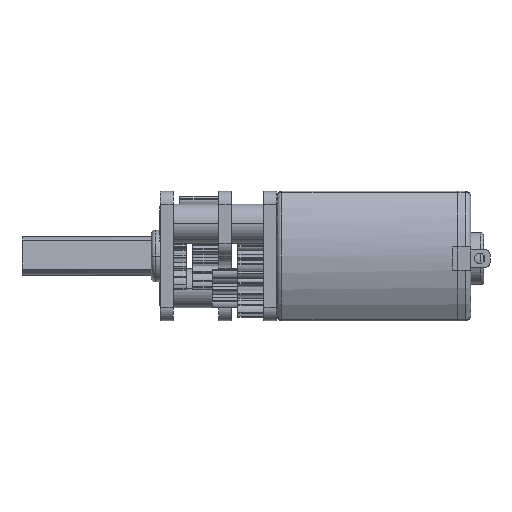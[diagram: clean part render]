
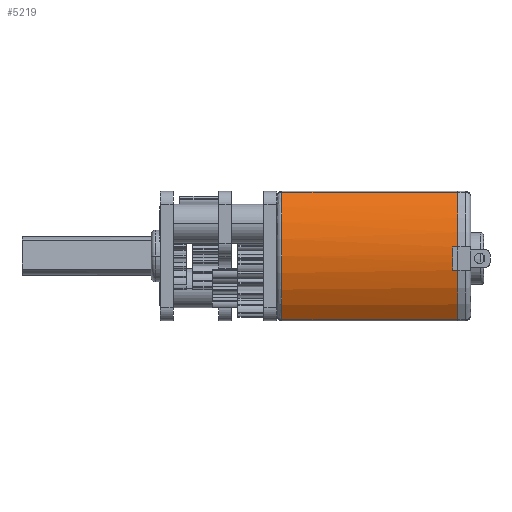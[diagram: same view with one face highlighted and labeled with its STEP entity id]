
A CAD part, front view. The second image highlights one B-rep face of the part: STEP entity #5219.
In plain terms, the highlighted cylindrical face has radius 8.06 mm (diameter 16.12 mm), a partial arc.
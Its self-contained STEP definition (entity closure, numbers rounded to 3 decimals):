
#3658 = CYLINDRICAL_SURFACE('',#3659,0.2);
#3659 = AXIS2_PLACEMENT_3D('',#3660,#3661,#3662);
#3660 = CARTESIAN_POINT('',(15.001,-4.164,0.2));
#3661 = DIRECTION('',(-1.,-0.,-0.));
#3662 = DIRECTION('',(-0.,0.,1.));
#3852 = PLANE('',#3853);
#3853 = AXIS2_PLACEMENT_3D('',#3854,#3855,#3856);
#3854 = CARTESIAN_POINT('',(14.,-6.,10.));
#3855 = DIRECTION('',(-1.,0.,0.));
#3856 = DIRECTION('',(0.,0.,1.));
#4080 = TOROIDAL_SURFACE('',#4081,7.66,0.4);
#4081 = AXIS2_PLACEMENT_3D('',#4082,#4083,#4084);
#4082 = CARTESIAN_POINT('',(0.4,2.06,5.));
#4083 = DIRECTION('',(1.,0.,0.));
#4084 = DIRECTION('',(0.,0.,-1.));
#4656 = CYLINDRICAL_SURFACE('',#4657,0.2);
#4657 = AXIS2_PLACEMENT_3D('',#4658,#4659,#4660);
#4658 = CARTESIAN_POINT('',(15.001,-4.164,9.8));
#4659 = DIRECTION('',(-1.,-0.,-0.));
#4660 = DIRECTION('',(-0.,0.,1.));
#4793 = VERTEX_POINT('',#4794);
#4794 = CARTESIAN_POINT('',(14.,-5.924,3.899));
#4808 = PLANE('',#4809);
#4809 = AXIS2_PLACEMENT_3D('',#4810,#4811,#4812);
#4810 = CARTESIAN_POINT('',(13.6,-4.5,3.899));
#4811 = DIRECTION('',(-0.,0.,-1.));
#4812 = DIRECTION('',(-1.,0.,0.));
#4820 = EDGE_CURVE('',#4821,#4793,#4823,.T.);
#4821 = VERTEX_POINT('',#4822);
#4822 = CARTESIAN_POINT('',(14.,-4.323,0.078));
#4823 = SURFACE_CURVE('',#4824,(#4829,#4836),.PCURVE_S1.);
#4824 = CIRCLE('',#4825,8.06);
#4825 = AXIS2_PLACEMENT_3D('',#4826,#4827,#4828);
#4826 = CARTESIAN_POINT('',(14.,2.06,5.));
#4827 = DIRECTION('',(-1.,0.,0.));
#4828 = DIRECTION('',(0.,0.,1.));
#4829 = PCURVE('',#3852,#4830);
#4830 = DEFINITIONAL_REPRESENTATION('',(#4831),#4835);
#4831 = CIRCLE('',#4832,8.06);
#4832 = AXIS2_PLACEMENT_2D('',#4833,#4834);
#4833 = CARTESIAN_POINT('',(-5.,8.06));
#4834 = DIRECTION('',(1.,0.));
#4835 = ( GEOMETRIC_REPRESENTATION_CONTEXT(2) 
PARAMETRIC_REPRESENTATION_CONTEXT() REPRESENTATION_CONTEXT('2D SPACE',''
  ) );
#4836 = PCURVE('',#4837,#4842);
#4837 = CYLINDRICAL_SURFACE('',#4838,8.06);
#4838 = AXIS2_PLACEMENT_3D('',#4839,#4840,#4841);
#4839 = CARTESIAN_POINT('',(15.001,2.06,5.));
#4840 = DIRECTION('',(-1.,-0.,-0.));
#4841 = DIRECTION('',(-0.,0.,1.));
#4842 = DEFINITIONAL_REPRESENTATION('',(#4843),#4847);
#4843 = LINE('',#4844,#4845);
#4844 = CARTESIAN_POINT('',(0.,1.001));
#4845 = VECTOR('',#4846,1.);
#4846 = DIRECTION('',(1.,0.));
#4847 = ( GEOMETRIC_REPRESENTATION_CONTEXT(2) 
PARAMETRIC_REPRESENTATION_CONTEXT() REPRESENTATION_CONTEXT('2D SPACE',''
  ) );
#4899 = VERTEX_POINT('',#4900);
#4900 = CARTESIAN_POINT('',(14.,-4.323,9.922));
#4926 = EDGE_CURVE('',#4927,#4899,#4929,.T.);
#4927 = VERTEX_POINT('',#4928);
#4928 = CARTESIAN_POINT('',(14.,-5.97,5.699));
#4929 = SURFACE_CURVE('',#4930,(#4935,#4942),.PCURVE_S1.);
#4930 = CIRCLE('',#4931,8.06);
#4931 = AXIS2_PLACEMENT_3D('',#4932,#4933,#4934);
#4932 = CARTESIAN_POINT('',(14.,2.06,5.));
#4933 = DIRECTION('',(-1.,0.,0.));
#4934 = DIRECTION('',(0.,0.,1.));
#4935 = PCURVE('',#3852,#4936);
#4936 = DEFINITIONAL_REPRESENTATION('',(#4937),#4941);
#4937 = CIRCLE('',#4938,8.06);
#4938 = AXIS2_PLACEMENT_2D('',#4939,#4940);
#4939 = CARTESIAN_POINT('',(-5.,8.06));
#4940 = DIRECTION('',(1.,0.));
#4941 = ( GEOMETRIC_REPRESENTATION_CONTEXT(2) 
PARAMETRIC_REPRESENTATION_CONTEXT() REPRESENTATION_CONTEXT('2D SPACE',''
  ) );
#4942 = PCURVE('',#4837,#4943);
#4943 = DEFINITIONAL_REPRESENTATION('',(#4944),#4948);
#4944 = LINE('',#4945,#4946);
#4945 = CARTESIAN_POINT('',(0.,1.001));
#4946 = VECTOR('',#4947,1.);
#4947 = DIRECTION('',(1.,0.));
#4948 = ( GEOMETRIC_REPRESENTATION_CONTEXT(2) 
PARAMETRIC_REPRESENTATION_CONTEXT() REPRESENTATION_CONTEXT('2D SPACE',''
  ) );
#4964 = PLANE('',#4965);
#4965 = AXIS2_PLACEMENT_3D('',#4966,#4967,#4968);
#4966 = CARTESIAN_POINT('',(13.6,-4.5,5.699));
#4967 = DIRECTION('',(0.,0.,1.));
#4968 = DIRECTION('',(1.,0.,-0.));
#5219 = ADVANCED_FACE('',(#5220),#4837,.T.);
#5220 = FACE_BOUND('',#5221,.T.);
#5221 = EDGE_LOOP('',(#5222,#5223,#5246,#5275,#5296,#5297,#5320,#5344));
#5222 = ORIENTED_EDGE('',*,*,#4820,.T.);
#5223 = ORIENTED_EDGE('',*,*,#5224,.T.);
#5224 = EDGE_CURVE('',#4793,#5225,#5227,.T.);
#5225 = VERTEX_POINT('',#5226);
#5226 = CARTESIAN_POINT('',(13.6,-5.924,3.899));
#5227 = SURFACE_CURVE('',#5228,(#5232,#5239),.PCURVE_S1.);
#5228 = LINE('',#5229,#5230);
#5229 = CARTESIAN_POINT('',(15.001,-5.924,3.899));
#5230 = VECTOR('',#5231,1.);
#5231 = DIRECTION('',(-1.,-0.,-0.));
#5232 = PCURVE('',#4837,#5233);
#5233 = DEFINITIONAL_REPRESENTATION('',(#5234),#5238);
#5234 = LINE('',#5235,#5236);
#5235 = CARTESIAN_POINT('',(4.575,0.));
#5236 = VECTOR('',#5237,1.);
#5237 = DIRECTION('',(0.,1.));
#5238 = ( GEOMETRIC_REPRESENTATION_CONTEXT(2) 
PARAMETRIC_REPRESENTATION_CONTEXT() REPRESENTATION_CONTEXT('2D SPACE',''
  ) );
#5239 = PCURVE('',#4808,#5240);
#5240 = DEFINITIONAL_REPRESENTATION('',(#5241),#5245);
#5241 = LINE('',#5242,#5243);
#5242 = CARTESIAN_POINT('',(-1.401,-1.424));
#5243 = VECTOR('',#5244,1.);
#5244 = DIRECTION('',(1.,0.));
#5245 = ( GEOMETRIC_REPRESENTATION_CONTEXT(2) 
PARAMETRIC_REPRESENTATION_CONTEXT() REPRESENTATION_CONTEXT('2D SPACE',''
  ) );
#5246 = ORIENTED_EDGE('',*,*,#5247,.F.);
#5247 = EDGE_CURVE('',#5248,#5225,#5250,.T.);
#5248 = VERTEX_POINT('',#5249);
#5249 = CARTESIAN_POINT('',(13.6,-5.97,5.699));
#5250 = SURFACE_CURVE('',#5251,(#5256,#5263),.PCURVE_S1.);
#5251 = CIRCLE('',#5252,8.06);
#5252 = AXIS2_PLACEMENT_3D('',#5253,#5254,#5255);
#5253 = CARTESIAN_POINT('',(13.6,2.06,5.));
#5254 = DIRECTION('',(1.,0.,0.));
#5255 = DIRECTION('',(0.,-0.,-1.));
#5256 = PCURVE('',#4837,#5257);
#5257 = DEFINITIONAL_REPRESENTATION('',(#5258),#5262);
#5258 = LINE('',#5259,#5260);
#5259 = CARTESIAN_POINT('',(9.425,1.401));
#5260 = VECTOR('',#5261,1.);
#5261 = DIRECTION('',(-1.,0.));
#5262 = ( GEOMETRIC_REPRESENTATION_CONTEXT(2) 
PARAMETRIC_REPRESENTATION_CONTEXT() REPRESENTATION_CONTEXT('2D SPACE',''
  ) );
#5263 = PCURVE('',#5264,#5269);
#5264 = PLANE('',#5265);
#5265 = AXIS2_PLACEMENT_3D('',#5266,#5267,#5268);
#5266 = CARTESIAN_POINT('',(13.6,0.,0.));
#5267 = DIRECTION('',(1.,0.,-0.));
#5268 = DIRECTION('',(-0.,0.,-1.));
#5269 = DEFINITIONAL_REPRESENTATION('',(#5270),#5274);
#5270 = CIRCLE('',#5271,8.06);
#5271 = AXIS2_PLACEMENT_2D('',#5272,#5273);
#5272 = CARTESIAN_POINT('',(-5.,2.06));
#5273 = DIRECTION('',(1.,0.));
#5274 = ( GEOMETRIC_REPRESENTATION_CONTEXT(2) 
PARAMETRIC_REPRESENTATION_CONTEXT() REPRESENTATION_CONTEXT('2D SPACE',''
  ) );
#5275 = ORIENTED_EDGE('',*,*,#5276,.T.);
#5276 = EDGE_CURVE('',#5248,#4927,#5277,.T.);
#5277 = SURFACE_CURVE('',#5278,(#5282,#5289),.PCURVE_S1.);
#5278 = LINE('',#5279,#5280);
#5279 = CARTESIAN_POINT('',(15.001,-5.97,5.699));
#5280 = VECTOR('',#5281,1.);
#5281 = DIRECTION('',(1.,0.,0.));
#5282 = PCURVE('',#4837,#5283);
#5283 = DEFINITIONAL_REPRESENTATION('',(#5284),#5288);
#5284 = LINE('',#5285,#5286);
#5285 = CARTESIAN_POINT('',(4.799,0.));
#5286 = VECTOR('',#5287,1.);
#5287 = DIRECTION('',(0.,-1.));
#5288 = ( GEOMETRIC_REPRESENTATION_CONTEXT(2) 
PARAMETRIC_REPRESENTATION_CONTEXT() REPRESENTATION_CONTEXT('2D SPACE',''
  ) );
#5289 = PCURVE('',#4964,#5290);
#5290 = DEFINITIONAL_REPRESENTATION('',(#5291),#5295);
#5291 = LINE('',#5292,#5293);
#5292 = CARTESIAN_POINT('',(1.401,-1.47));
#5293 = VECTOR('',#5294,1.);
#5294 = DIRECTION('',(1.,0.));
#5295 = ( GEOMETRIC_REPRESENTATION_CONTEXT(2) 
PARAMETRIC_REPRESENTATION_CONTEXT() REPRESENTATION_CONTEXT('2D SPACE',''
  ) );
#5296 = ORIENTED_EDGE('',*,*,#4926,.T.);
#5297 = ORIENTED_EDGE('',*,*,#5298,.T.);
#5298 = EDGE_CURVE('',#4899,#5299,#5301,.T.);
#5299 = VERTEX_POINT('',#5300);
#5300 = CARTESIAN_POINT('',(0.4,-4.323,9.922));
#5301 = SURFACE_CURVE('',#5302,(#5306,#5313),.PCURVE_S1.);
#5302 = LINE('',#5303,#5304);
#5303 = CARTESIAN_POINT('',(15.001,-4.323,9.922));
#5304 = VECTOR('',#5305,1.);
#5305 = DIRECTION('',(-1.,-0.,-0.));
#5306 = PCURVE('',#4837,#5307);
#5307 = DEFINITIONAL_REPRESENTATION('',(#5308),#5312);
#5308 = LINE('',#5309,#5310);
#5309 = CARTESIAN_POINT('',(5.369,0.));
#5310 = VECTOR('',#5311,1.);
#5311 = DIRECTION('',(0.,1.));
#5312 = ( GEOMETRIC_REPRESENTATION_CONTEXT(2) 
PARAMETRIC_REPRESENTATION_CONTEXT() REPRESENTATION_CONTEXT('2D SPACE',''
  ) );
#5313 = PCURVE('',#4656,#5314);
#5314 = DEFINITIONAL_REPRESENTATION('',(#5315),#5319);
#5315 = LINE('',#5316,#5317);
#5316 = CARTESIAN_POINT('',(5.369,0.));
#5317 = VECTOR('',#5318,1.);
#5318 = DIRECTION('',(0.,1.));
#5319 = ( GEOMETRIC_REPRESENTATION_CONTEXT(2) 
PARAMETRIC_REPRESENTATION_CONTEXT() REPRESENTATION_CONTEXT('2D SPACE',''
  ) );
#5320 = ORIENTED_EDGE('',*,*,#5321,.T.);
#5321 = EDGE_CURVE('',#5299,#5322,#5324,.T.);
#5322 = VERTEX_POINT('',#5323);
#5323 = CARTESIAN_POINT('',(0.4,-4.323,0.078));
#5324 = SURFACE_CURVE('',#5325,(#5330,#5337),.PCURVE_S1.);
#5325 = CIRCLE('',#5326,8.06);
#5326 = AXIS2_PLACEMENT_3D('',#5327,#5328,#5329);
#5327 = CARTESIAN_POINT('',(0.4,2.06,5.));
#5328 = DIRECTION('',(1.,0.,0.));
#5329 = DIRECTION('',(0.,0.,-1.));
#5330 = PCURVE('',#4837,#5331);
#5331 = DEFINITIONAL_REPRESENTATION('',(#5332),#5336);
#5332 = LINE('',#5333,#5334);
#5333 = CARTESIAN_POINT('',(9.425,14.601));
#5334 = VECTOR('',#5335,1.);
#5335 = DIRECTION('',(-1.,0.));
#5336 = ( GEOMETRIC_REPRESENTATION_CONTEXT(2) 
PARAMETRIC_REPRESENTATION_CONTEXT() REPRESENTATION_CONTEXT('2D SPACE',''
  ) );
#5337 = PCURVE('',#4080,#5338);
#5338 = DEFINITIONAL_REPRESENTATION('',(#5339),#5343);
#5339 = LINE('',#5340,#5341);
#5340 = CARTESIAN_POINT('',(0.,6.283));
#5341 = VECTOR('',#5342,1.);
#5342 = DIRECTION('',(1.,0.));
#5343 = ( GEOMETRIC_REPRESENTATION_CONTEXT(2) 
PARAMETRIC_REPRESENTATION_CONTEXT() REPRESENTATION_CONTEXT('2D SPACE',''
  ) );
#5344 = ORIENTED_EDGE('',*,*,#5345,.T.);
#5345 = EDGE_CURVE('',#5322,#4821,#5346,.T.);
#5346 = SURFACE_CURVE('',#5347,(#5351,#5358),.PCURVE_S1.);
#5347 = LINE('',#5348,#5349);
#5348 = CARTESIAN_POINT('',(15.001,-4.323,0.078));
#5349 = VECTOR('',#5350,1.);
#5350 = DIRECTION('',(1.,0.,0.));
#5351 = PCURVE('',#4837,#5352);
#5352 = DEFINITIONAL_REPRESENTATION('',(#5353),#5357);
#5353 = LINE('',#5354,#5355);
#5354 = CARTESIAN_POINT('',(4.055,0.));
#5355 = VECTOR('',#5356,1.);
#5356 = DIRECTION('',(0.,-1.));
#5357 = ( GEOMETRIC_REPRESENTATION_CONTEXT(2) 
PARAMETRIC_REPRESENTATION_CONTEXT() REPRESENTATION_CONTEXT('2D SPACE',''
  ) );
#5358 = PCURVE('',#3658,#5359);
#5359 = DEFINITIONAL_REPRESENTATION('',(#5360),#5364);
#5360 = LINE('',#5361,#5362);
#5361 = CARTESIAN_POINT('',(4.055,0.));
#5362 = VECTOR('',#5363,1.);
#5363 = DIRECTION('',(0.,-1.));
#5364 = ( GEOMETRIC_REPRESENTATION_CONTEXT(2) 
PARAMETRIC_REPRESENTATION_CONTEXT() REPRESENTATION_CONTEXT('2D SPACE',''
  ) );
